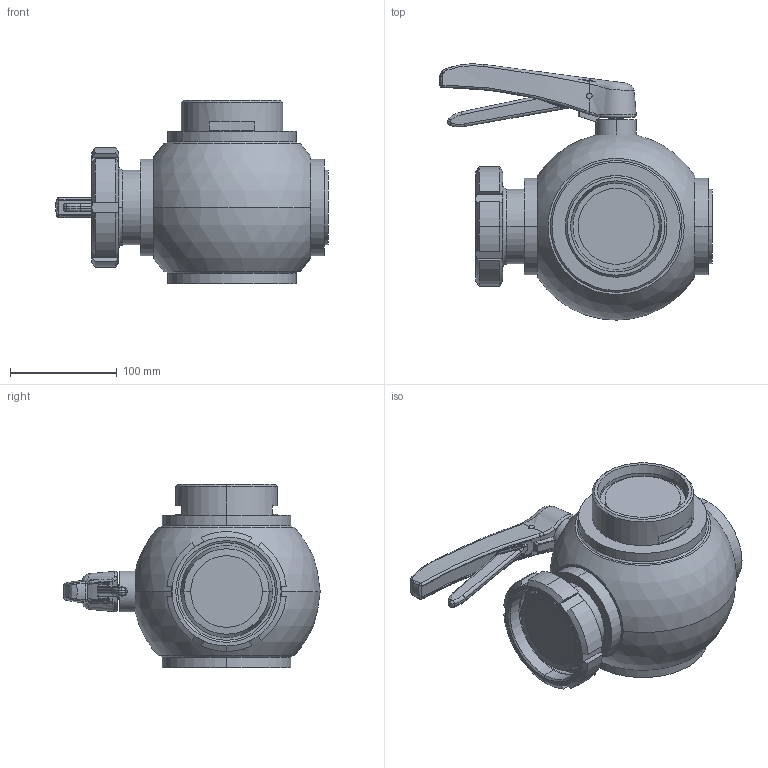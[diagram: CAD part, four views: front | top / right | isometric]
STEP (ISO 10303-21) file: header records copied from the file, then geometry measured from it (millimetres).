
FILE_DESCRIPTION (( 'STEP AP214' ), '1' );
FILE_NAME ('4032065xxx-xxx.STEP', '2012-11-14T13:59:09', ( 'Install' ), ( '' ), 'SwSTEP 2.0', 'SolidWorks 2011', '' );
FILE_SCHEMA (( 'AUTOMOTIVE_DESIGN' ));
Length unit declared in the file: millimetre
Products named in the file (1): 4032065xxx-xxx
Bounding box: 254.99 x 239.57 x 171.2 mm (x, y, z)
Volume: 3277555.4 mm3; surface area: 178958.4 mm2
Topology: 1 solids, 1 shells, 274 faces, 680 edges, 422 vertices
Faces by surface type: plane 78, cylinder 75, bspline 71, cone 32, torus 14, sphere 4
Entity records: 13794 total; most frequent: CARTESIAN_POINT 7908, ORIENTED_EDGE 1336, DIRECTION 1044, EDGE_CURVE 668, AXIS2_PLACEMENT_3D 433, VERTEX_POINT 420, EDGE_LOOP 300, FACE_OUTER_BOUND 274
